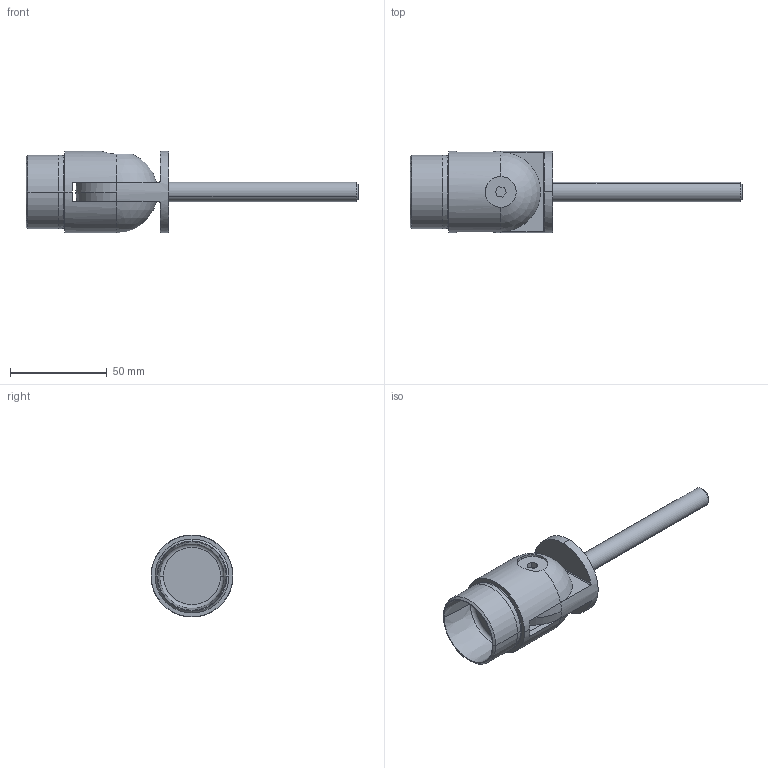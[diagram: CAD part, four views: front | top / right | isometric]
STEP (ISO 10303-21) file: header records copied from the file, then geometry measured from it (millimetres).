
FILE_DESCRIPTION (( 'STEP AP203' ), '1' );
FILE_NAME ('A_0315-242.STEP', '2018-11-15T12:39:35', ( '' ), ( '' ), 'SwSTEP 2.0', 'SolidWorks 2018', '' );
FILE_SCHEMA (( 'CONFIG_CONTROL_DESIGN' ));
Length unit declared in the file: millimetre
Products named in the file (5): A_0315-242.P3; A_0315-242.P2; A_0315-242; A_0315-242.P1; Skrutka DIN 7991_Skrutka M 8x 30
Assembly tree (4 placements, depth 2):
  A_0315-242
    A_0315-242.P2
    A_0315-242.P3
    A_0315-242.P1
    Skrutka DIN 7991_Skrutka M 8x 30
Bounding box: 172 x 42.4 x 42.4 mm (x, y, z)
Volume: 56711.2 mm3; surface area: 28643.3 mm2
Topology: 4 solids, 4 shells, 104 faces, 237 edges, 143 vertices
Faces by surface type: cylinder 36, plane 26, cone 20, torus 16, sphere 6
Entity records: 3519 total; most frequent: CARTESIAN_POINT 585, DIRECTION 576, ORIENTED_EDGE 466, AXIS2_PLACEMENT_3D 241, EDGE_CURVE 233, VERTEX_POINT 142, CIRCLE 130, EDGE_LOOP 113
